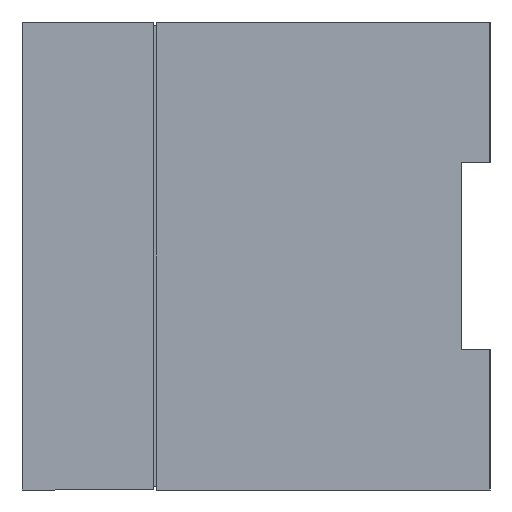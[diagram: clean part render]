
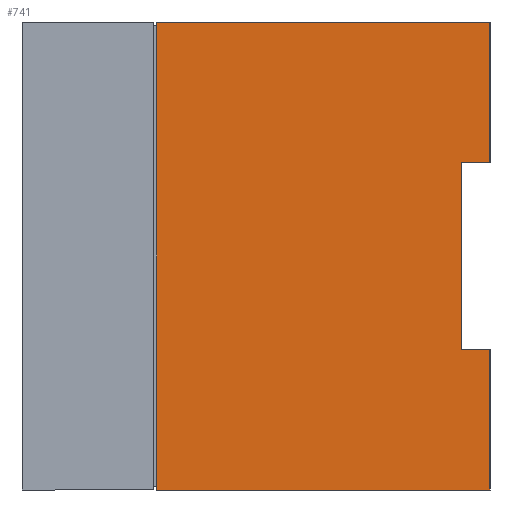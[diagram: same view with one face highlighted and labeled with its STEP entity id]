
A CAD part, left-side view. The second image highlights one B-rep face of the part: STEP entity #741.
In plain terms, the highlighted planar face has unit normal (-1, 0, 0).
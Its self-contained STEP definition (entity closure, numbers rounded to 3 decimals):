
#3 = CARTESIAN_POINT ( 'NONE',  ( -1.6, -1.1, 0.5 ) ) ;
#10 = EDGE_CURVE ( 'NONE', #233, #758, #13, .T. ) ;
#13 = LINE ( 'NONE', #93, #795 ) ;
#20 = PLANE ( 'NONE',  #441 ) ;
#24 = DIRECTION ( 'NONE',  ( 0., 0., -1. ) ) ;
#27 = VERTEX_POINT ( 'NONE', #237 ) ;
#41 = EDGE_CURVE ( 'NONE', #839, #233, #820, .T. ) ;
#44 = FACE_OUTER_BOUND ( 'NONE', #770, .T. ) ;
#87 = LINE ( 'NONE', #245, #264 ) ;
#91 = ORIENTED_EDGE ( 'NONE', *, *, #266, .F. ) ;
#93 = CARTESIAN_POINT ( 'NONE',  ( -1.6, -1.25, -1.25 ) ) ;
#94 = CARTESIAN_POINT ( 'NONE',  ( -1.6, -1.1, -0.5 ) ) ;
#122 = CARTESIAN_POINT ( 'NONE',  ( -1.6, 0.53, 1.25 ) ) ;
#145 = LINE ( 'NONE', #577, #526 ) ;
#160 = ORIENTED_EDGE ( 'NONE', *, *, #952, .T. ) ;
#164 = DIRECTION ( 'NONE',  ( 0., 0., 1. ) ) ;
#167 = DIRECTION ( 'NONE',  ( 0., -1., 0. ) ) ;
#178 = VECTOR ( 'NONE', #315, 1000. ) ;
#206 = VECTOR ( 'NONE', #707, 1000. ) ;
#228 = CARTESIAN_POINT ( 'NONE',  ( -1.6, -1.25, 0.5 ) ) ;
#233 = VERTEX_POINT ( 'NONE', #472 ) ;
#237 = CARTESIAN_POINT ( 'NONE',  ( -1.6, -1.25, 1.25 ) ) ;
#245 = CARTESIAN_POINT ( 'NONE',  ( -1.6, -1.25, 1.25 ) ) ;
#264 = VECTOR ( 'NONE', #24, 1000. ) ;
#266 = EDGE_CURVE ( 'NONE', #450, #27, #548, .T. ) ;
#278 = DIRECTION ( 'NONE',  ( 0., 0., -1. ) ) ;
#309 = LINE ( 'NONE', #780, #846 ) ;
#315 = DIRECTION ( 'NONE',  ( 0., 0., -1. ) ) ;
#357 = ORIENTED_EDGE ( 'NONE', *, *, #733, .F. ) ;
#392 = DIRECTION ( 'NONE',  ( 0., 1., 0. ) ) ;
#405 = CARTESIAN_POINT ( 'NONE',  ( -1.6, 0.53, 1.25 ) ) ;
#406 = EDGE_CURVE ( 'NONE', #758, #450, #912, .T. ) ;
#432 = LINE ( 'NONE', #629, #206 ) ;
#441 = AXIS2_PLACEMENT_3D ( 'NONE', #928, #776, #164 ) ;
#450 = VERTEX_POINT ( 'NONE', #122 ) ;
#472 = CARTESIAN_POINT ( 'NONE',  ( -1.6, -1.25, -1.25 ) ) ;
#526 = VECTOR ( 'NONE', #278, 1000. ) ;
#546 = ORIENTED_EDGE ( 'NONE', *, *, #837, .F. ) ;
#548 = LINE ( 'NONE', #642, #914 ) ;
#577 = CARTESIAN_POINT ( 'NONE',  ( -1.6, -1.1, -0.5 ) ) ;
#608 = VERTEX_POINT ( 'NONE', #3 ) ;
#624 = VERTEX_POINT ( 'NONE', #228 ) ;
#629 = CARTESIAN_POINT ( 'NONE',  ( -1.6, -1.1, 0.5 ) ) ;
#642 = CARTESIAN_POINT ( 'NONE',  ( -1.6, -1.25, 1.25 ) ) ;
#648 = ORIENTED_EDGE ( 'NONE', *, *, #722, .F. ) ;
#678 = ORIENTED_EDGE ( 'NONE', *, *, #41, .F. ) ;
#703 = VECTOR ( 'NONE', #812, 1000. ) ;
#707 = DIRECTION ( 'NONE',  ( 0., -1., 0. ) ) ;
#718 = VERTEX_POINT ( 'NONE', #94 ) ;
#722 = EDGE_CURVE ( 'NONE', #27, #624, #87, .T. ) ;
#733 = EDGE_CURVE ( 'NONE', #718, #839, #309, .T. ) ;
#734 = CARTESIAN_POINT ( 'NONE',  ( -1.6, -1.25, -0.5 ) ) ;
#741 = ADVANCED_FACE ( 'NONE', ( #44 ), #20, .T. ) ;
#758 = VERTEX_POINT ( 'NONE', #925 ) ;
#770 = EDGE_LOOP ( 'NONE', ( #895, #836, #678, #357, #546, #160, #648, #91 ) ) ;
#776 = DIRECTION ( 'NONE',  ( -1., 0., 0. ) ) ;
#780 = CARTESIAN_POINT ( 'NONE',  ( -1.6, -1.1, -0.5 ) ) ;
#788 = CARTESIAN_POINT ( 'NONE',  ( -1.6, -1.25, 1.25 ) ) ;
#795 = VECTOR ( 'NONE', #392, 1000. ) ;
#812 = DIRECTION ( 'NONE',  ( 0., 0., 1. ) ) ;
#820 = LINE ( 'NONE', #788, #178 ) ;
#836 = ORIENTED_EDGE ( 'NONE', *, *, #10, .F. ) ;
#837 = EDGE_CURVE ( 'NONE', #608, #718, #145, .T. ) ;
#839 = VERTEX_POINT ( 'NONE', #734 ) ;
#846 = VECTOR ( 'NONE', #167, 1000. ) ;
#851 = DIRECTION ( 'NONE',  ( 0., -1., 0. ) ) ;
#895 = ORIENTED_EDGE ( 'NONE', *, *, #406, .F. ) ;
#912 = LINE ( 'NONE', #405, #703 ) ;
#914 = VECTOR ( 'NONE', #851, 1000. ) ;
#925 = CARTESIAN_POINT ( 'NONE',  ( -1.6, 0.53, -1.25 ) ) ;
#928 = CARTESIAN_POINT ( 'NONE',  ( -1.6, 0., 0. ) ) ;
#952 = EDGE_CURVE ( 'NONE', #608, #624, #432, .T. ) ;
